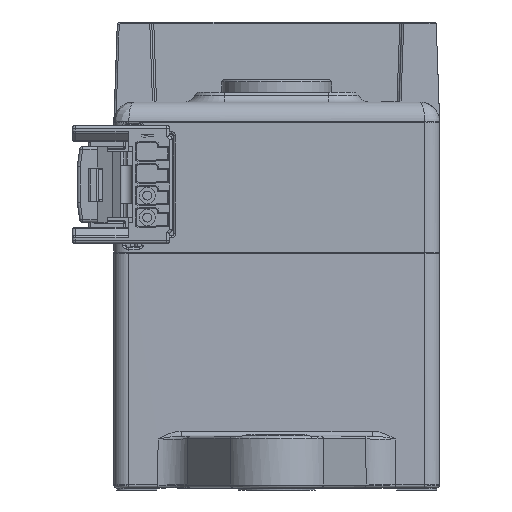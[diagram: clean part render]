
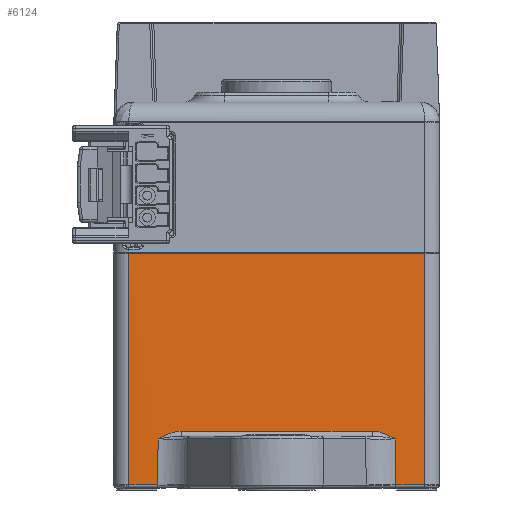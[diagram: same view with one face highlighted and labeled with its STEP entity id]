
A CAD part, left-side view. The second image highlights one B-rep face of the part: STEP entity #6124.
In plain terms, the highlighted planar face has unit normal (-1, 0, 0.004).
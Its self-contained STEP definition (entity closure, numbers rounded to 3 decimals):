
#242=B_SPLINE_CURVE_WITH_KNOTS('',3,(#26374,#26375,#26376,#26377,#26378,
#26379,#26380,#26381,#26382,#26383,#26384,#26385,#26386,#26387,#26388),
 .UNSPECIFIED.,.F.,.F.,(4,1,1,1,1,1,1,1,1,1,1,1,4),(0.,0.083,
0.167,0.25,0.333,0.417,0.5,0.583,
0.667,0.75,0.833,0.917,1.),.UNSPECIFIED.);
#246=B_SPLINE_CURVE_WITH_KNOTS('',3,(#26477,#26478,#26479,#26480),
 .UNSPECIFIED.,.F.,.F.,(4,4),(0.,1.),.UNSPECIFIED.);
#248=B_SPLINE_CURVE_WITH_KNOTS('',3,(#26498,#26499,#26500,#26501),
 .UNSPECIFIED.,.F.,.F.,(4,4),(0.,1.),.UNSPECIFIED.);
#251=B_SPLINE_CURVE_WITH_KNOTS('',3,(#26522,#26523,#26524,#26525,#26526,
#26527,#26528,#26529,#26530,#26531,#26532,#26533,#26534,#26535,#26536,#26537),
 .UNSPECIFIED.,.F.,.F.,(4,1,1,1,1,1,1,1,1,1,1,1,1,4),(0.,0.077,
0.154,0.231,0.308,0.385,0.462,
0.538,0.615,0.692,0.769,0.846,
0.923,1.),.UNSPECIFIED.);
#317=B_SPLINE_CURVE_WITH_KNOTS('',3,(#29057,#29058,#29059,#29060),
 .UNSPECIFIED.,.F.,.F.,(4,4),(0.,1.),.UNSPECIFIED.);
#318=B_SPLINE_CURVE_WITH_KNOTS('',3,(#29072,#29073,#29074,#29075),
 .UNSPECIFIED.,.F.,.F.,(4,4),(0.,1.),.UNSPECIFIED.);
#1247=FACE_OUTER_BOUND('',#7246,.T.);
#2362=LINE('',#26372,#3851);
#2364=LINE('',#26473,#3853);
#2369=LINE('',#26507,#3858);
#2711=LINE('',#29079,#4200);
#3851=VECTOR('',#19765,1.);
#3853=VECTOR('',#19771,1.);
#3858=VECTOR('',#19790,1.);
#4200=VECTOR('',#20754,1.);
#5000=PLANE('',#16809);
#6124=ADVANCED_FACE('',(#1247),#5000,.F.);
#7246=EDGE_LOOP('',(#11475,#11476,#11477,#11478,#11479,#11480,#11481,#11482,
#11483,#11484));
#11475=ORIENTED_EDGE('',*,*,#15112,.T.);
#11476=ORIENTED_EDGE('',*,*,#15110,.T.);
#11477=ORIENTED_EDGE('',*,*,#14573,.F.);
#11478=ORIENTED_EDGE('',*,*,#14576,.T.);
#11479=ORIENTED_EDGE('',*,*,#14581,.T.);
#11480=ORIENTED_EDGE('',*,*,#14557,.T.);
#11481=ORIENTED_EDGE('',*,*,#14558,.T.);
#11482=ORIENTED_EDGE('',*,*,#14564,.T.);
#11483=ORIENTED_EDGE('',*,*,#14566,.F.);
#11484=ORIENTED_EDGE('',*,*,#15104,.F.);
#12595=VERTEX_POINT('',#26332);
#12602=VERTEX_POINT('',#26351);
#12604=VERTEX_POINT('',#26371);
#12605=VERTEX_POINT('',#26389);
#12609=VERTEX_POINT('',#26472);
#12616=VERTEX_POINT('',#26497);
#12617=VERTEX_POINT('',#26502);
#12619=VERTEX_POINT('',#26508);
#12953=VERTEX_POINT('',#29056);
#12956=VERTEX_POINT('',#29076);
#14557=EDGE_CURVE('',#12602,#12604,#2362,.T.);
#14558=EDGE_CURVE('',#12604,#12605,#242,.T.);
#14564=EDGE_CURVE('',#12605,#12609,#2364,.T.);
#14566=EDGE_CURVE('',#12595,#12609,#246,.T.);
#14573=EDGE_CURVE('',#12616,#12617,#248,.T.);
#14576=EDGE_CURVE('',#12616,#12619,#2369,.T.);
#14581=EDGE_CURVE('',#12619,#12602,#251,.T.);
#15104=EDGE_CURVE('',#12953,#12595,#317,.T.);
#15110=EDGE_CURVE('',#12956,#12617,#318,.T.);
#15112=EDGE_CURVE('',#12953,#12956,#2711,.T.);
#16809=AXIS2_PLACEMENT_3D('',#29080,#20755,#20756);
#19765=DIRECTION('',(0.,-1.,0.));
#19771=DIRECTION('',(-0.003,-0.008,-1.));
#19790=DIRECTION('',(0.003,-0.008,1.));
#20754=DIRECTION('',(0.,1.,0.));
#20755=DIRECTION('',(1.,0.,-0.003));
#20756=DIRECTION('',(0.003,0.,1.));
#26332=CARTESIAN_POINT('',(-22.447,-14.795,-1.199));
#26351=CARTESIAN_POINT('',(-22.431,9.543,4.198));
#26371=CARTESIAN_POINT('',(-22.431,-9.543,4.198));
#26372=CARTESIAN_POINT('',(-22.431,9.543,4.198));
#26374=CARTESIAN_POINT('',(-22.431,-9.543,4.198));
#26375=CARTESIAN_POINT('',(-22.431,-9.601,4.198));
#26376=CARTESIAN_POINT('',(-22.431,-9.716,4.194));
#26377=CARTESIAN_POINT('',(-22.431,-9.888,4.175));
#26378=CARTESIAN_POINT('',(-22.431,-10.053,4.146));
#26379=CARTESIAN_POINT('',(-22.431,-10.216,4.109));
#26380=CARTESIAN_POINT('',(-22.432,-10.378,4.065));
#26381=CARTESIAN_POINT('',(-22.432,-10.546,4.011));
#26382=CARTESIAN_POINT('',(-22.432,-10.724,3.946));
#26383=CARTESIAN_POINT('',(-22.432,-10.918,3.867));
#26384=CARTESIAN_POINT('',(-22.433,-11.128,3.774));
#26385=CARTESIAN_POINT('',(-22.433,-11.355,3.665));
#26386=CARTESIAN_POINT('',(-22.433,-11.598,3.542));
#26387=CARTESIAN_POINT('',(-22.434,-11.775,3.45));
#26388=CARTESIAN_POINT('',(-22.434,-11.866,3.401));
#26389=CARTESIAN_POINT('',(-22.434,-11.866,3.401));
#26472=CARTESIAN_POINT('',(-22.448,-11.904,-1.199));
#26473=CARTESIAN_POINT('',(-22.434,-11.866,3.401));
#26477=CARTESIAN_POINT('',(-22.445,-14.795,-1.199));
#26478=CARTESIAN_POINT('',(-22.445,-13.831,-1.199));
#26479=CARTESIAN_POINT('',(-22.445,-12.867,-1.199));
#26480=CARTESIAN_POINT('',(-22.445,-11.904,-1.199));
#26497=CARTESIAN_POINT('',(-22.448,11.904,-1.199));
#26498=CARTESIAN_POINT('',(-22.445,11.904,-1.199));
#26499=CARTESIAN_POINT('',(-22.445,12.867,-1.199));
#26500=CARTESIAN_POINT('',(-22.445,13.831,-1.199));
#26501=CARTESIAN_POINT('',(-22.445,14.795,-1.199));
#26502=CARTESIAN_POINT('',(-22.447,14.795,-1.199));
#26507=CARTESIAN_POINT('',(-22.45,11.904,-1.199));
#26508=CARTESIAN_POINT('',(-22.434,11.866,3.401));
#26522=CARTESIAN_POINT('',(-22.434,11.866,3.401));
#26523=CARTESIAN_POINT('',(-22.434,11.783,3.445));
#26524=CARTESIAN_POINT('',(-22.433,11.621,3.53));
#26525=CARTESIAN_POINT('',(-22.433,11.397,3.644));
#26526=CARTESIAN_POINT('',(-22.433,11.188,3.746));
#26527=CARTESIAN_POINT('',(-22.432,10.994,3.834));
#26528=CARTESIAN_POINT('',(-22.432,10.816,3.909));
#26529=CARTESIAN_POINT('',(-22.432,10.651,3.973));
#26530=CARTESIAN_POINT('',(-22.432,10.494,4.028));
#26531=CARTESIAN_POINT('',(-22.432,10.342,4.075));
#26532=CARTESIAN_POINT('',(-22.431,10.188,4.116));
#26533=CARTESIAN_POINT('',(-22.431,10.032,4.15));
#26534=CARTESIAN_POINT('',(-22.431,9.87,4.177));
#26535=CARTESIAN_POINT('',(-22.431,9.706,4.194));
#26536=CARTESIAN_POINT('',(-22.431,9.598,4.198));
#26537=CARTESIAN_POINT('',(-22.431,9.543,4.198));
#29056=CARTESIAN_POINT('',(-22.369,-14.8,22.));
#29057=CARTESIAN_POINT('',(-22.369,-14.8,22.));
#29058=CARTESIAN_POINT('',(-22.396,-14.8,14.267));
#29059=CARTESIAN_POINT('',(-22.423,-14.8,6.534));
#29060=CARTESIAN_POINT('',(-22.45,-14.8,-1.199));
#29072=CARTESIAN_POINT('',(-22.369,14.8,22.));
#29073=CARTESIAN_POINT('',(-22.396,14.8,14.267));
#29074=CARTESIAN_POINT('',(-22.423,14.8,6.534));
#29075=CARTESIAN_POINT('',(-22.45,14.8,-1.199));
#29076=CARTESIAN_POINT('',(-22.369,14.8,22.));
#29079=CARTESIAN_POINT('',(-22.369,-16.444,22.));
#29080=CARTESIAN_POINT('',(-22.368,-16.444,22.3));
